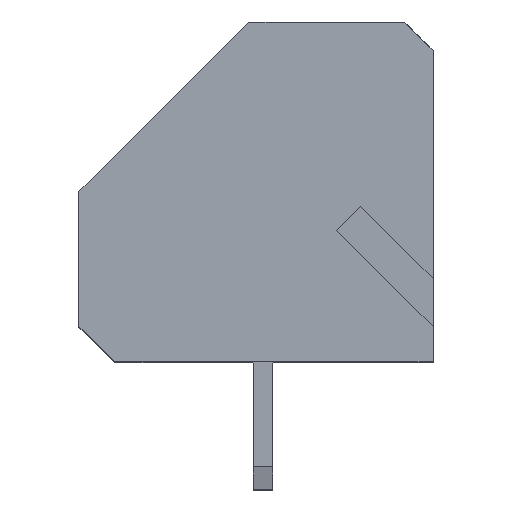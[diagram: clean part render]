
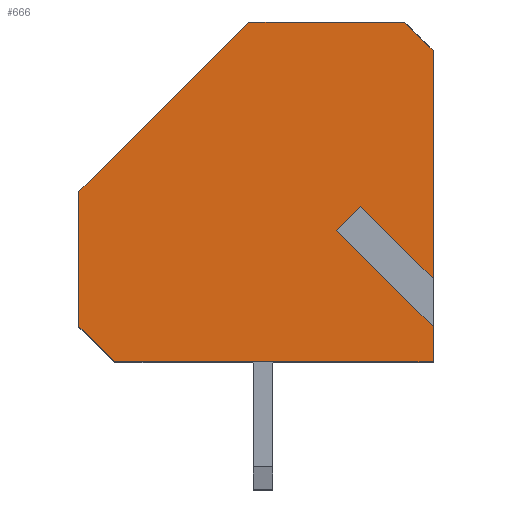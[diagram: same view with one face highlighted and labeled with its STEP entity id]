
A CAD part, top view. The second image highlights one B-rep face of the part: STEP entity #666.
In plain terms, the highlighted planar face has unit normal (0, 0, 1).
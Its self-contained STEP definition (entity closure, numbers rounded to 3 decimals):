
#666 = ADVANCED_FACE( '', ( #1310 ), #1311, .T. );
#1310 = FACE_OUTER_BOUND( '', #1944, .T. );
#1311 = PLANE( '', #1945 );
#1944 = EDGE_LOOP( '', ( #3831, #3832, #3833, #3834, #3835, #3836, #3837, #3838, #3839, #3840, #3841 ) );
#1945 = AXIS2_PLACEMENT_3D( '', #3842, #3843, #3844 );
#3831 = ORIENTED_EDGE( '', *, *, #4550, .T. );
#3832 = ORIENTED_EDGE( '', *, *, #4160, .T. );
#3833 = ORIENTED_EDGE( '', *, *, #4091, .T. );
#3834 = ORIENTED_EDGE( '', *, *, #4697, .F. );
#3835 = ORIENTED_EDGE( '', *, *, #4474, .F. );
#3836 = ORIENTED_EDGE( '', *, *, #4685, .F. );
#3837 = ORIENTED_EDGE( '', *, *, #4369, .F. );
#3838 = ORIENTED_EDGE( '', *, *, #4778, .F. );
#3839 = ORIENTED_EDGE( '', *, *, #4646, .T. );
#3840 = ORIENTED_EDGE( '', *, *, #4095, .T. );
#3841 = ORIENTED_EDGE( '', *, *, #4323, .T. );
#3842 = CARTESIAN_POINT( '', ( -7.154, 2.962, 2.54 ) );
#3843 = DIRECTION( '', ( 0., 0., 1. ) );
#3844 = DIRECTION( '', ( 0.707, 0.707, 0. ) );
#4091 = EDGE_CURVE( '', #4964, #4962, #4965, .T. );
#4095 = EDGE_CURVE( '', #4954, #4970, #4972, .T. );
#4160 = EDGE_CURVE( '', #5086, #4964, #5087, .T. );
#4323 = EDGE_CURVE( '', #4970, #5361, #5364, .T. );
#4369 = EDGE_CURVE( '', #5431, #5433, #5434, .T. );
#4474 = EDGE_CURVE( '', #5591, #5593, #5594, .T. );
#4550 = EDGE_CURVE( '', #5361, #5086, #5704, .T. );
#4646 = EDGE_CURVE( '', #5831, #4954, #5832, .T. );
#4685 = EDGE_CURVE( '', #5433, #5591, #5876, .T. );
#4697 = EDGE_CURVE( '', #5593, #4962, #5890, .T. );
#4778 = EDGE_CURVE( '', #5831, #5431, #5978, .T. );
#4954 = VERTEX_POINT( '', #6218 );
#4962 = VERTEX_POINT( '', #6230 );
#4964 = VERTEX_POINT( '', #6233 );
#4965 = LINE( '', #6234, #6235 );
#4970 = VERTEX_POINT( '', #6242 );
#4972 = LINE( '', #6245, #6246 );
#5086 = VERTEX_POINT( '', #6408 );
#5087 = LINE( '', #6409, #6410 );
#5361 = VERTEX_POINT( '', #6805 );
#5364 = LINE( '', #6809, #6810 );
#5431 = VERTEX_POINT( '', #6911 );
#5433 = VERTEX_POINT( '', #6914 );
#5434 = LINE( '', #6915, #6916 );
#5591 = VERTEX_POINT( '', #7146 );
#5593 = VERTEX_POINT( '', #7149 );
#5594 = LINE( '', #7150, #7151 );
#5704 = LINE( '', #7314, #7315 );
#5831 = VERTEX_POINT( '', #7503 );
#5832 = LINE( '', #7504, #7505 );
#5876 = LINE( '', #7569, #7570 );
#5890 = LINE( '', #7590, #7591 );
#5978 = LINE( '', #7717, #7718 );
#6218 = CARTESIAN_POINT( '', ( 0., 0., 2.54 ) );
#6230 = CARTESIAN_POINT( '', ( 0., 11., 2.54 ) );
#6233 = CARTESIAN_POINT( '', ( 0., 2.449, 2.54 ) );
#6234 = CARTESIAN_POINT( '', ( 0., 0., 2.54 ) );
#6235 = VECTOR( '', #7838, 1000. );
#6242 = CARTESIAN_POINT( '', ( 0., 1.732, 2.54 ) );
#6245 = CARTESIAN_POINT( '', ( 0., 0., 2.54 ) );
#6246 = VECTOR( '', #7842, 1000. );
#6408 = CARTESIAN_POINT( '', ( -2.796, 5.245, 2.54 ) );
#6409 = CARTESIAN_POINT( '', ( 2.449, 0., 2.54 ) );
#6410 = VECTOR( '', #7906, 1000. );
#6805 = CARTESIAN_POINT( '', ( -3.154, 4.886, 2.54 ) );
#6809 = CARTESIAN_POINT( '', ( 1.732, 0., 2.54 ) );
#6810 = VECTOR( '', #8080, 1000. );
#6911 = CARTESIAN_POINT( '', ( -12.5, 1.25, 2.54 ) );
#6914 = CARTESIAN_POINT( '', ( -12.5, 6., 2.54 ) );
#6915 = CARTESIAN_POINT( '', ( -12.5, 0., 2.54 ) );
#6916 = VECTOR( '', #8119, 1000. );
#7146 = CARTESIAN_POINT( '', ( -6.5, 12., 2.54 ) );
#7149 = CARTESIAN_POINT( '', ( -1., 12., 2.54 ) );
#7150 = CARTESIAN_POINT( '', ( -12.5, 12., 2.54 ) );
#7151 = VECTOR( '', #8224, 1000. );
#7314 = CARTESIAN_POINT( '', ( -5.621, 2.419, 2.54 ) );
#7315 = VECTOR( '', #8287, 1000. );
#7503 = CARTESIAN_POINT( '', ( -11.25, 0., 2.54 ) );
#7504 = CARTESIAN_POINT( '', ( -12.5, 0., 2.54 ) );
#7505 = VECTOR( '', #8370, 1000. );
#7569 = CARTESIAN_POINT( '', ( -12.5, 6., 2.54 ) );
#7570 = VECTOR( '', #8394, 1000. );
#7590 = CARTESIAN_POINT( '', ( 11., 0., 2.54 ) );
#7591 = VECTOR( '', #8401, 1000. );
#7717 = CARTESIAN_POINT( '', ( -11.25, 0., 2.54 ) );
#7718 = VECTOR( '', #8443, 1000. );
#7838 = DIRECTION( '', ( 0., 1., 0. ) );
#7842 = DIRECTION( '', ( 0., 1., 0. ) );
#7906 = DIRECTION( '', ( 0.707, -0.707, 0. ) );
#8080 = DIRECTION( '', ( -0.707, 0.707, 0. ) );
#8119 = DIRECTION( '', ( 0., 1., 0. ) );
#8224 = DIRECTION( '', ( 1., 0., 0. ) );
#8287 = DIRECTION( '', ( 0.707, 0.707, 0. ) );
#8370 = DIRECTION( '', ( 1., 0., 0. ) );
#8394 = DIRECTION( '', ( 0.707, 0.707, 0. ) );
#8401 = DIRECTION( '', ( 0.707, -0.707, 0. ) );
#8443 = DIRECTION( '', ( -0.707, 0.707, 0. ) );
